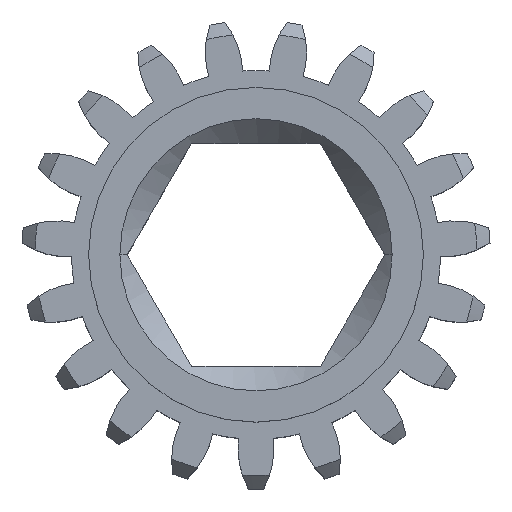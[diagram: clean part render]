
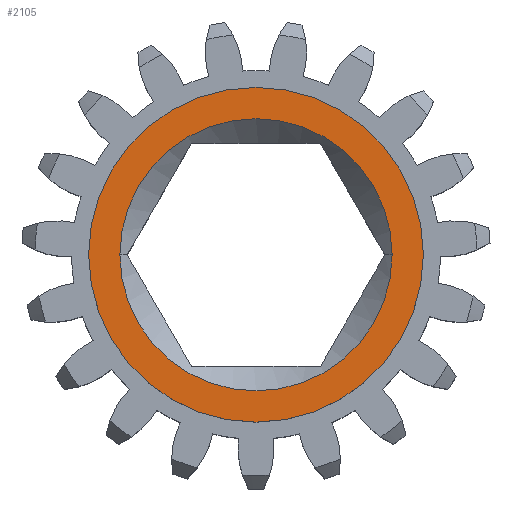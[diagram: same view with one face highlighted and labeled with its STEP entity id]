
A CAD part, top view. The second image highlights one B-rep face of the part: STEP entity #2105.
In plain terms, the highlighted planar face has unit normal (0, 0, 1).
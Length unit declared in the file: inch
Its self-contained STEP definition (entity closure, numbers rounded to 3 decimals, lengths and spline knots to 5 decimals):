
#54 = CARTESIAN_POINT ( 'NONE',  ( -0.305, 0., 0.4375 ) ) ;
#79 = VERTEX_POINT ( 'NONE', #4798 ) ;
#175 = EDGE_CURVE ( 'NONE', #3142, #1904, #393, .T. ) ;
#180 = EDGE_LOOP ( 'NONE', ( #4754, #491 ) ) ;
#284 = AXIS2_PLACEMENT_3D ( 'NONE', #2555, #2089, #638 ) ;
#393 = CIRCLE ( 'NONE', #1304, 0.305 ) ;
#491 = ORIENTED_EDGE ( 'NONE', *, *, #175, .F. ) ;
#595 = VERTEX_POINT ( 'NONE', #1849 ) ;
#609 = PLANE ( 'NONE',  #284 ) ;
#638 = DIRECTION ( 'NONE',  ( 1., 0., 0. ) ) ;
#700 = AXIS2_PLACEMENT_3D ( 'NONE', #4475, #1141, #2631 ) ;
#817 = ORIENTED_EDGE ( 'NONE', *, *, #3960, .T. ) ;
#984 = EDGE_CURVE ( 'NONE', #1904, #3142, #3297, .T. ) ;
#1141 = DIRECTION ( 'NONE',  ( 0., 0., 1. ) ) ;
#1304 = AXIS2_PLACEMENT_3D ( 'NONE', #3046, #1536, #1856 ) ;
#1536 = DIRECTION ( 'NONE',  ( 0., 0., 1. ) ) ;
#1552 = DIRECTION ( 'NONE',  ( 0., 0., 1. ) ) ;
#1849 = CARTESIAN_POINT ( 'NONE',  ( -0.375, 0., 0.4375 ) ) ;
#1856 = DIRECTION ( 'NONE',  ( 1., 0., 0. ) ) ;
#1904 = VERTEX_POINT ( 'NONE', #3545 ) ;
#2047 = AXIS2_PLACEMENT_3D ( 'NONE', #4062, #1552, #2962 ) ;
#2089 = DIRECTION ( 'NONE',  ( 0., 0., 1. ) ) ;
#2105 = ADVANCED_FACE ( 'NONE', ( #3276, #4761 ), #609, .T. ) ;
#2274 = ORIENTED_EDGE ( 'NONE', *, *, #2628, .T. ) ;
#2371 = CARTESIAN_POINT ( 'NONE',  ( 0., 0., 0.4375 ) ) ;
#2555 = CARTESIAN_POINT ( 'NONE',  ( 0., 0., 0.4375 ) ) ;
#2628 = EDGE_CURVE ( 'NONE', #79, #595, #3923, .T. ) ;
#2631 = DIRECTION ( 'NONE',  ( 1., 0., 0. ) ) ;
#2637 = CIRCLE ( 'NONE', #700, 0.375 ) ;
#2962 = DIRECTION ( 'NONE',  ( 1., 0., 0. ) ) ;
#3046 = CARTESIAN_POINT ( 'NONE',  ( 0., 0., 0.4375 ) ) ;
#3096 = DIRECTION ( 'NONE',  ( 1., 0., 0. ) ) ;
#3142 = VERTEX_POINT ( 'NONE', #54 ) ;
#3276 = FACE_BOUND ( 'NONE', #180, .T. ) ;
#3297 = CIRCLE ( 'NONE', #2047, 0.305 ) ;
#3545 = CARTESIAN_POINT ( 'NONE',  ( 0.305, 0., 0.4375 ) ) ;
#3610 = AXIS2_PLACEMENT_3D ( 'NONE', #2371, #3792, #3096 ) ;
#3792 = DIRECTION ( 'NONE',  ( 0., 0., 1. ) ) ;
#3923 = CIRCLE ( 'NONE', #3610, 0.375 ) ;
#3960 = EDGE_CURVE ( 'NONE', #595, #79, #2637, .T. ) ;
#3995 = EDGE_LOOP ( 'NONE', ( #817, #2274 ) ) ;
#4062 = CARTESIAN_POINT ( 'NONE',  ( 0., 0., 0.4375 ) ) ;
#4475 = CARTESIAN_POINT ( 'NONE',  ( 0., 0., 0.4375 ) ) ;
#4754 = ORIENTED_EDGE ( 'NONE', *, *, #984, .F. ) ;
#4761 = FACE_OUTER_BOUND ( 'NONE', #3995, .T. ) ;
#4798 = CARTESIAN_POINT ( 'NONE',  ( 0.375, 0., 0.4375 ) ) ;
